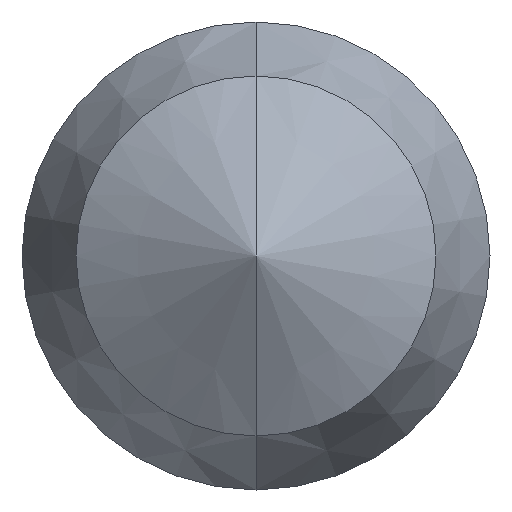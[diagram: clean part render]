
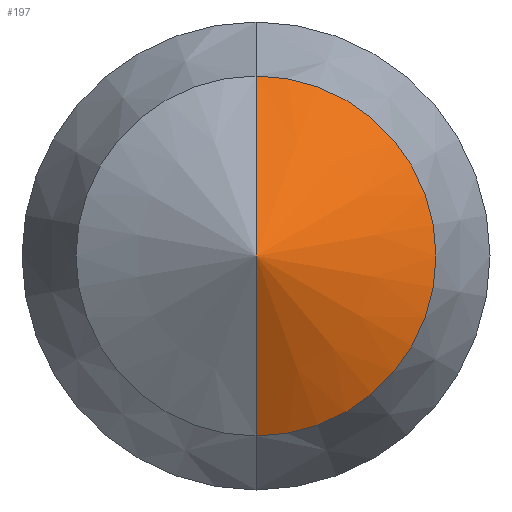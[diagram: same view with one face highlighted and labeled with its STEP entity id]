
A CAD part, front view. The second image highlights one B-rep face of the part: STEP entity #197.
In plain terms, the highlighted conical face has half-angle 60 degrees and reference radius 1732.05 mm.
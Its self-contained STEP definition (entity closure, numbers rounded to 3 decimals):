
#28 = EDGE_LOOP ( 'NONE', ( #415, #413, #414 ) ) ;
#107 = AXIS2_PLACEMENT_3D ( 'NONE', #329, #336, #337 ) ;
#126 = CIRCLE ( 'NONE', #107, 10. ) ;
#128 = CONICAL_SURFACE ( 'NONE', #544, 1732.051, 1.047 ) ;
#187 = EDGE_CURVE ( 'NONE', #436, #434, #269, .T. ) ;
#188 = EDGE_CURVE ( 'NONE', #436, #435, #272, .T. ) ;
#197 = ADVANCED_FACE ( 'NONE', ( #537 ), #128, .T. ) ;
#209 = EDGE_CURVE ( 'NONE', #434, #435, #126, .T. ) ;
#269 = LINE ( 'NONE', #270, #522 ) ;
#270 = CARTESIAN_POINT ( 'NONE',  ( 0., 0., 0. ) ) ;
#271 = DIRECTION ( 'NONE',  ( 0., 0.5, 0.866 ) ) ;
#272 = LINE ( 'NONE', #273, #524 ) ;
#273 = CARTESIAN_POINT ( 'NONE',  ( 0., 0., 0. ) ) ;
#274 = DIRECTION ( 'NONE',  ( 0., 0.5, -0.866 ) ) ;
#298 = CARTESIAN_POINT ( 'NONE',  ( 0., 1000., 0. ) ) ;
#299 = DIRECTION ( 'NONE',  ( 0., 1., 0. ) ) ;
#300 = DIRECTION ( 'NONE',  ( 0., 0., 1. ) ) ;
#329 = CARTESIAN_POINT ( 'NONE',  ( 0., 5.774, 0. ) ) ;
#336 = DIRECTION ( 'NONE',  ( 0., 1., 0. ) ) ;
#337 = DIRECTION ( 'NONE',  ( 0., 0., 1. ) ) ;
#355 = CARTESIAN_POINT ( 'NONE',  ( 0., 5.774, 10. ) ) ;
#356 = CARTESIAN_POINT ( 'NONE',  ( 0., 5.774, -10. ) ) ;
#357 = CARTESIAN_POINT ( 'NONE',  ( 0., 0., 0. ) ) ;
#413 = ORIENTED_EDGE ( 'NONE', *, *, #188, .T. ) ;
#414 = ORIENTED_EDGE ( 'NONE', *, *, #209, .F. ) ;
#415 = ORIENTED_EDGE ( 'NONE', *, *, #187, .F. ) ;
#434 = VERTEX_POINT ( 'NONE', #355 ) ;
#435 = VERTEX_POINT ( 'NONE', #356 ) ;
#436 = VERTEX_POINT ( 'NONE', #357 ) ;
#522 = VECTOR ( 'NONE', #271, 1000. ) ;
#524 = VECTOR ( 'NONE', #274, 1000. ) ;
#537 = FACE_OUTER_BOUND ( 'NONE', #28, .T. ) ;
#544 = AXIS2_PLACEMENT_3D ( 'NONE', #298, #299, #300 ) ;
